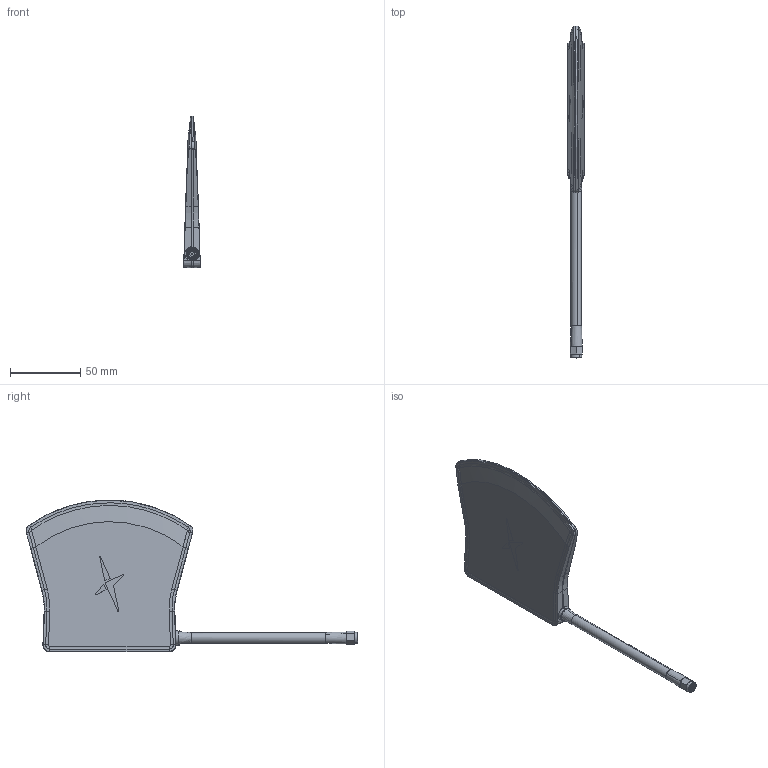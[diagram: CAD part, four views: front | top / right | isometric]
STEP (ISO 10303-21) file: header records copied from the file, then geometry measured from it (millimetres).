
FILE_DESCRIPTION (( 'STEP AP214' ), '1' );
FILE_NAME ('TS.89.4113_Web.STEP', '2022-03-14T15:50:39', ( '' ), ( '' ), 'SwSTEP 2.0', 'SolidWorks 2018', '' );
FILE_SCHEMA (( 'AUTOMOTIVE_DESIGN' ));
Length unit declared in the file: millimetre
Products named in the file (1): TS.89.4113_Web
Bounding box: 11.89 x 235.84 x 107.99 mm (x, y, z)
Surface area: 27845.3 mm2 (no closed solid volume)
Topology: 0 solids, 10 shells, 180 faces, 560 edges, 378 vertices
Faces by surface type: bspline 72, plane 65, cone 23, cylinder 17, torus 3
Entity records: 15359 total; most frequent: CARTESIAN_POINT 9572, ORIENTED_EDGE 919, EDGE_CURVE 560, DIRECTION 393, B_SPLINE_CURVE_WITH_KNOTS 392, VERTEX_POINT 378, EDGE_LOOP 188, UNCERTAINTY_MEASURE_WITH_UNIT 182
